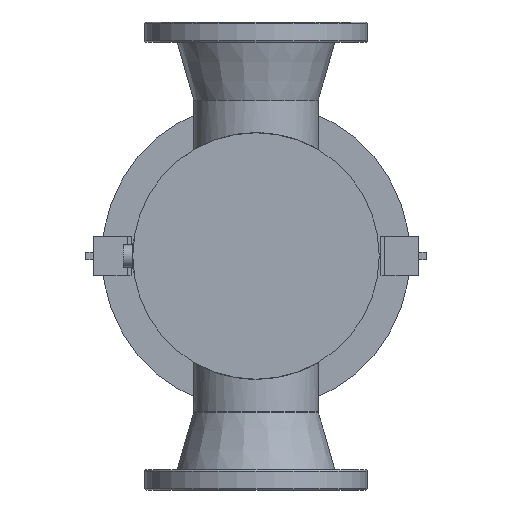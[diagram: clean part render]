
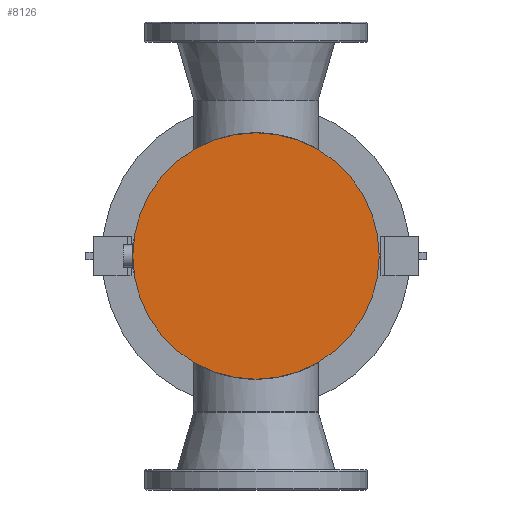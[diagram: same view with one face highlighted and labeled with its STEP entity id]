
A CAD part, front view. The second image highlights one B-rep face of the part: STEP entity #8126.
In plain terms, the highlighted planar face has unit normal (0, -1, 0).
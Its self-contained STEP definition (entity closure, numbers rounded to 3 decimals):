
#618 = VERTEX_POINT ( 'NONE', #657 ) ;
#657 = CARTESIAN_POINT ( 'NONE',  ( -52.046, -504.287, 171.392 ) ) ;
#1166 = AXIS2_PLACEMENT_3D ( 'NONE', #3041, #6007, #3092 ) ;
#1317 = CIRCLE ( 'NONE', #2599, 158. ) ;
#1395 = CIRCLE ( 'NONE', #8466, 158. ) ;
#2190 = CARTESIAN_POINT ( 'NONE',  ( -52.046, -504.287, 13.392 ) ) ;
#2599 = AXIS2_PLACEMENT_3D ( 'NONE', #7865, #4272, #6424 ) ;
#3041 = CARTESIAN_POINT ( 'NONE',  ( -52.046, -504.287, 13.392 ) ) ;
#3092 = DIRECTION ( 'NONE',  ( 0., 0., 1. ) ) ;
#3180 = PLANE ( 'NONE',  #1166 ) ;
#3846 = ORIENTED_EDGE ( 'NONE', *, *, #8717, .T. ) ;
#4272 = DIRECTION ( 'NONE',  ( 0., -1., 0. ) ) ;
#4506 = EDGE_LOOP ( 'NONE', ( #7525, #3846 ) ) ;
#5184 = DIRECTION ( 'NONE',  ( 0., -1., 0. ) ) ;
#6007 = DIRECTION ( 'NONE',  ( 0., 1., 0. ) ) ;
#6198 = VERTEX_POINT ( 'NONE', #7065 ) ;
#6424 = DIRECTION ( 'NONE',  ( 0., 0., -1. ) ) ;
#6863 = EDGE_CURVE ( 'NONE', #6198, #618, #1395, .T. ) ;
#7065 = CARTESIAN_POINT ( 'NONE',  ( -52.046, -504.287, -144.608 ) ) ;
#7525 = ORIENTED_EDGE ( 'NONE', *, *, #6863, .T. ) ;
#7534 = FACE_OUTER_BOUND ( 'NONE', #4506, .T. ) ;
#7865 = CARTESIAN_POINT ( 'NONE',  ( -52.046, -504.287, 13.392 ) ) ;
#8126 = ADVANCED_FACE ( 'NONE', ( #7534 ), #3180, .F. ) ;
#8180 = DIRECTION ( 'NONE',  ( 0., 0., -1. ) ) ;
#8466 = AXIS2_PLACEMENT_3D ( 'NONE', #2190, #5184, #8180 ) ;
#8717 = EDGE_CURVE ( 'NONE', #618, #6198, #1317, .T. ) ;
